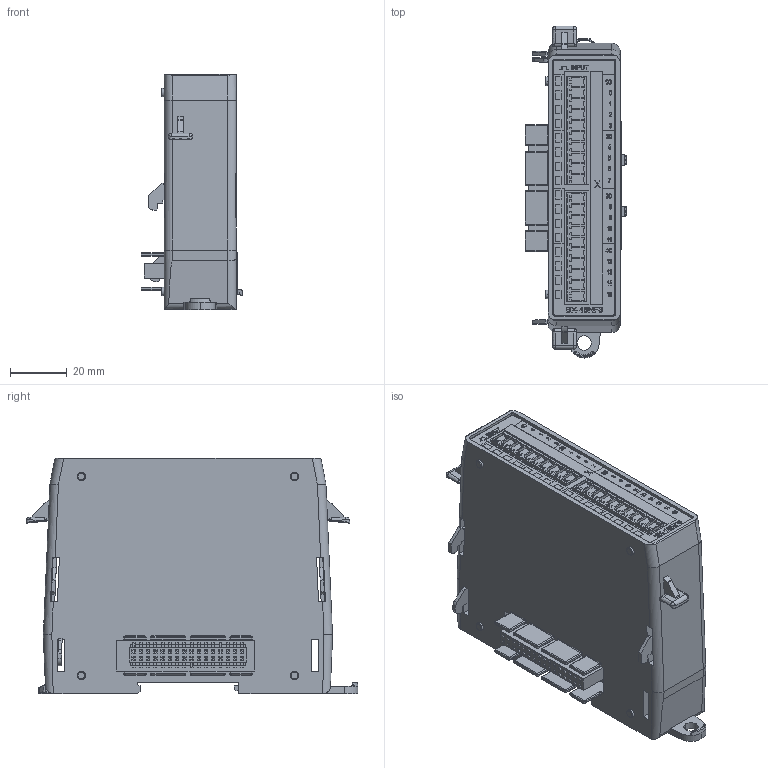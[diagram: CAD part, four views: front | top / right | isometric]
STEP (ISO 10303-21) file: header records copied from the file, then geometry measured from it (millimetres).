
FILE_DESCRIPTION (( 'STEP AP214' ), '1' );
FILE_NAME ('BX-16NF3 door mod comb1 fXT c.STEP', '2020-08-19T16:12:06', ( '' ), ( '' ), 'SwSTEP 2.0', 'SolidWorks 2017', '' );
FILE_SCHEMA (( 'AUTOMOTIVE_DESIGN' ));
Length unit declared in the file: inch
Products named in the file (1): BX-16NF3 door mod comb1 fXT c
Bounding box: 35.82 x 116.5 x 82.55 mm (x, y, z)
Volume: 189724.5 mm3; surface area: 46596.8 mm2
Topology: 14 solids, 23 shells, 3866 faces, 10331 edges, 6653 vertices
Faces by surface type: plane 2884, cylinder 477, bspline 421, torus 41, cone 35, sphere 8
Entity records: 159951 total; most frequent: CARTESIAN_POINT 50231, ORIENTED_EDGE 20634, DIRECTION 16557, EDGE_CURVE 10317, VECTOR 8249, LINE 8249, VERTEX_POINT 6651, EDGE_LOOP 4298
